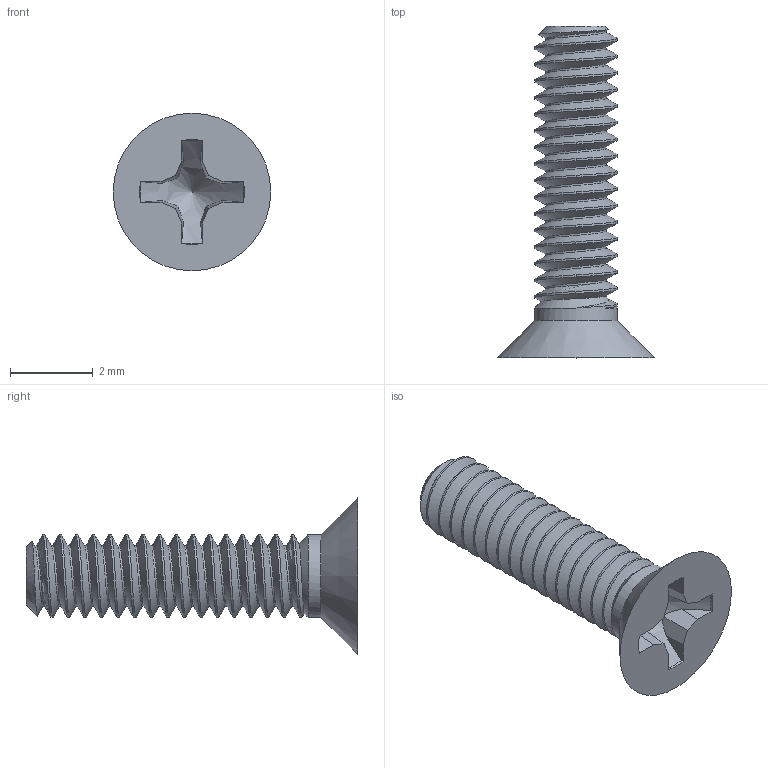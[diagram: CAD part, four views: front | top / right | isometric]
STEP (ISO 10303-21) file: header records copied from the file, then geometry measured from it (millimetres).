
FILE_DESCRIPTION(/* description */ ('STEP AP214'),/* implementation_level */ '2;1');
FILE_NAME(/* name */ '6053716852977113f60a0d54',/* time_stamp */ '2021-03-18T15:27:37+00:00',/* author */ (''),/* organization */ (''),/* preprocessor_version */ 'ST-DEVELOPER v18.1',/* originating_system */ ' ',/* authorisation */ ' ');
FILE_SCHEMA (('AUTOMOTIVE_DESIGN {1 0 10303 214 3 1 1}'));
Length unit declared in the file: metre
Products named in the file (1): Part 1
Bounding box: 3.8 x 8 x 3.8 mm (x, y, z)
Volume: 22.8 mm3; surface area: 101.1 mm2
Topology: 1 solids, 1 shells, 63 faces, 183 edges, 122 vertices
Faces by surface type: cylinder 34, plane 18, cone 9, bspline 2
Full cylindrical faces by diameter (mm): 2 x1
Entity records: 18974 total; most frequent: CARTESIAN_POINT 17604, ORIENTED_EDGE 342, DIRECTION 212, EDGE_CURVE 171, VERTEX_POINT 116, AXIS2_PLACEMENT_3D 76, FACE_BOUND 67, EDGE_LOOP 66
